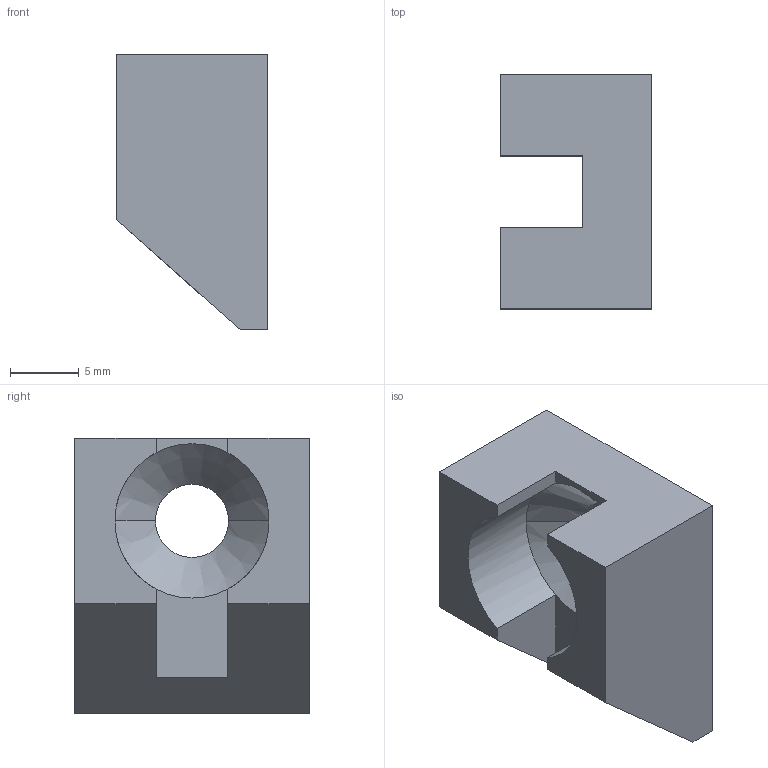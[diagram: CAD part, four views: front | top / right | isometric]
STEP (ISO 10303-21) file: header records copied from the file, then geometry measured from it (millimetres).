
FILE_DESCRIPTION((''),'2;1');
FILE_NAME('ROB-CEVE-P30','2021-05-06T11:06:42',('kevin'),(''),'CREO PARAMETRIC BY PTC INC, 2016390','CREO PARAMETRIC BY PTC INC, 2016390','');
FILE_SCHEMA(('CONFIG_CONTROL_DESIGN'));
Length unit declared in the file: millimetre
Products named in the file (1): ROB-CEVE-P30
Bounding box: 11 x 17 x 20 mm (x, y, z)
Volume: 2206.1 mm3; surface area: 1517.4 mm2
Topology: 1 solids, 1 shells, 20 faces, 51 edges, 32 vertices
Faces by surface type: plane 14, cylinder 4, cone 2
Entity records: 641 total; most frequent: DIRECTION 103, CARTESIAN_POINT 103, ORIENTED_EDGE 102, EDGE_CURVE 51, VECTOR 39, LINE 39, AXIS2_PLACEMENT_3D 32, VERTEX_POINT 32
